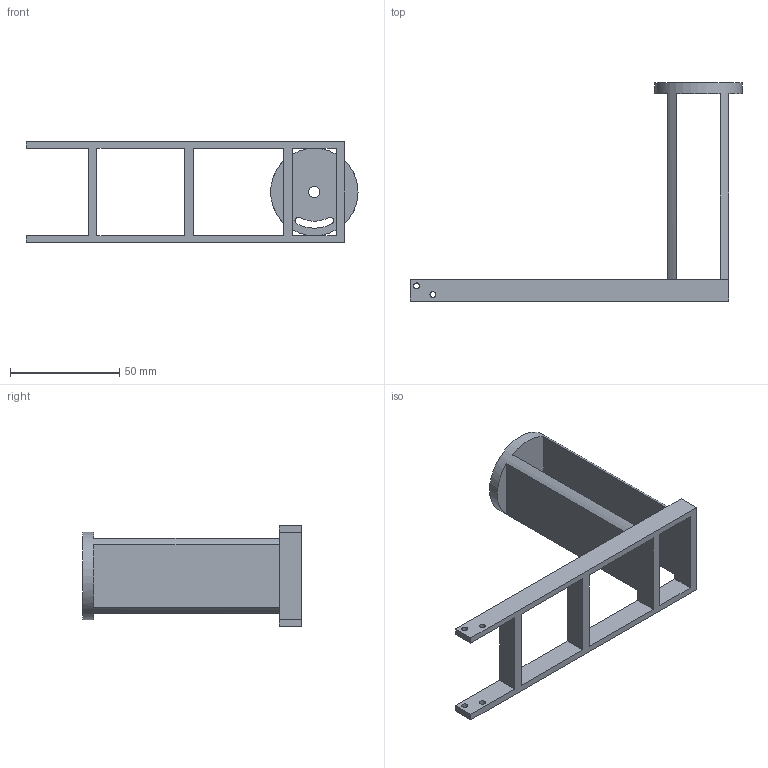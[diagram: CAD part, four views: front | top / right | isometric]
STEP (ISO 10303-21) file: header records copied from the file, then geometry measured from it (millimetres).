
FILE_DESCRIPTION(/* description */ (''),/* implementation_level */ '2;1');
FILE_NAME(/* name */ 'Barcode_Mount.stp',/* time_stamp */ '2024-03-03T17:21:55-05:00',/* author */ ('Hemant'),/* organization */ (''),/* preprocessor_version */ 'ST-DEVELOPER v19.2',/* originating_system */ 'Autodesk Inventor 2024',/* authorisation */ '');
FILE_SCHEMA (('AUTOMOTIVE_DESIGN { 1 0 10303 214 3 1 1 }'));
Length unit declared in the file: millimetre
Products named in the file (1): Barcode_Mount
Bounding box: 152 x 100 x 46 mm (x, y, z)
Volume: 42657.6 mm3; surface area: 27145.2 mm2
Topology: 1 solids, 1 shells, 36 faces, 114 edges, 76 vertices
Faces by surface type: plane 26, cylinder 10
Full cylindrical faces by diameter (mm): 2.7 x4, 5.2 x1, 40 x1
Entity records: 1349 total; most frequent: ORIENTED_EDGE 228, CARTESIAN_POINT 227, DIRECTION 216, EDGE_CURVE 114, LINE 86, VECTOR 86, VERTEX_POINT 76, AXIS2_PLACEMENT_3D 65
